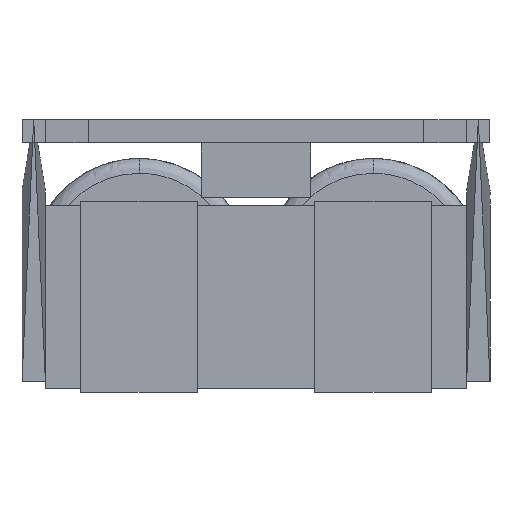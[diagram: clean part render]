
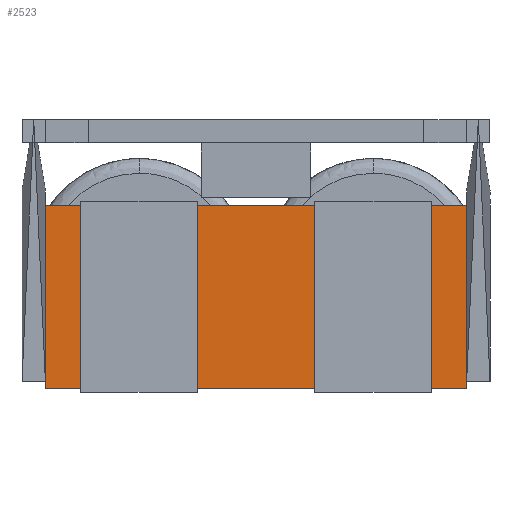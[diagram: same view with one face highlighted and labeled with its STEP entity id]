
A CAD part, left-side view. The second image highlights one B-rep face of the part: STEP entity #2523.
In plain terms, the highlighted planar face has unit normal (-1, 0, 0).
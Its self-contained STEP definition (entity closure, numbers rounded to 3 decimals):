
#109 = VERTEX_POINT ( 'NONE', #8384 ) ;
#357 = ORIENTED_EDGE ( 'NONE', *, *, #5329, .F. ) ;
#555 = FACE_OUTER_BOUND ( 'NONE', #5357, .T. ) ;
#668 = LINE ( 'NONE', #3408, #6447 ) ;
#1173 = AXIS2_PLACEMENT_3D ( 'NONE', #7903, #3389, #8668 ) ;
#1218 = VERTEX_POINT ( 'NONE', #9183 ) ;
#2411 = CARTESIAN_POINT ( 'NONE',  ( -0.7, -1.2, 2.4 ) ) ;
#2523 = ADVANCED_FACE ( 'NONE', ( #555 ), #4873, .T. ) ;
#3183 = VECTOR ( 'NONE', #7047, 1000. ) ;
#3389 = DIRECTION ( 'NONE',  ( -1., 0., 0. ) ) ;
#3408 = CARTESIAN_POINT ( 'NONE',  ( -0.7, 4.2, 0.05 ) ) ;
#3417 = LINE ( 'NONE', #6282, #3183 ) ;
#3711 = DIRECTION ( 'NONE',  ( 0., -1., 0. ) ) ;
#3750 = VERTEX_POINT ( 'NONE', #8122 ) ;
#3772 = LINE ( 'NONE', #2411, #4594 ) ;
#4478 = ORIENTED_EDGE ( 'NONE', *, *, #6708, .T. ) ;
#4481 = CARTESIAN_POINT ( 'NONE',  ( -0.7, -1.2, 0.05 ) ) ;
#4594 = VECTOR ( 'NONE', #7642, 1000. ) ;
#4627 = EDGE_CURVE ( 'NONE', #1218, #3750, #3772, .T. ) ;
#4784 = LINE ( 'NONE', #4481, #8557 ) ;
#4873 = PLANE ( 'NONE',  #1173 ) ;
#5329 = EDGE_CURVE ( 'NONE', #3750, #109, #3417, .T. ) ;
#5357 = EDGE_LOOP ( 'NONE', ( #9715, #4478, #357, #9500 ) ) ;
#5464 = CARTESIAN_POINT ( 'NONE',  ( -0.7, 4.2, 0.05 ) ) ;
#6022 = EDGE_CURVE ( 'NONE', #9291, #1218, #668, .T. ) ;
#6282 = CARTESIAN_POINT ( 'NONE',  ( -0.7, -1.2, 2.4 ) ) ;
#6447 = VECTOR ( 'NONE', #8689, 1000. ) ;
#6708 = EDGE_CURVE ( 'NONE', #9291, #109, #4784, .T. ) ;
#7047 = DIRECTION ( 'NONE',  ( 0., 0., -1. ) ) ;
#7642 = DIRECTION ( 'NONE',  ( 0., -1., 0. ) ) ;
#7903 = CARTESIAN_POINT ( 'NONE',  ( -0.7, -1.2, 0.05 ) ) ;
#8122 = CARTESIAN_POINT ( 'NONE',  ( -0.7, -1.2, 2.4 ) ) ;
#8384 = CARTESIAN_POINT ( 'NONE',  ( -0.7, -1.2, 0.05 ) ) ;
#8557 = VECTOR ( 'NONE', #3711, 1000. ) ;
#8668 = DIRECTION ( 'NONE',  ( 0., 0., 1. ) ) ;
#8689 = DIRECTION ( 'NONE',  ( 0., 0., 1. ) ) ;
#9183 = CARTESIAN_POINT ( 'NONE',  ( -0.7, 4.2, 2.4 ) ) ;
#9291 = VERTEX_POINT ( 'NONE', #5464 ) ;
#9500 = ORIENTED_EDGE ( 'NONE', *, *, #4627, .F. ) ;
#9715 = ORIENTED_EDGE ( 'NONE', *, *, #6022, .F. ) ;
